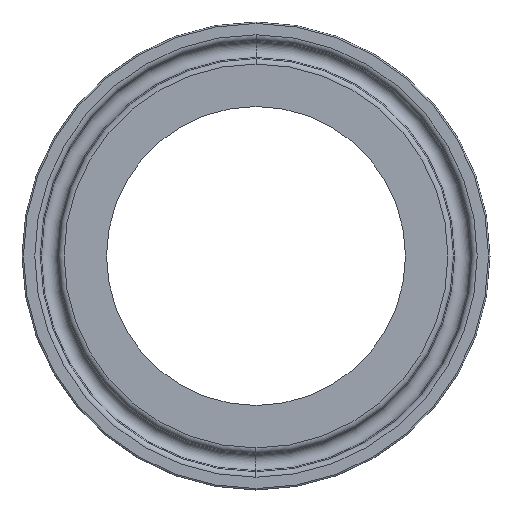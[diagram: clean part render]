
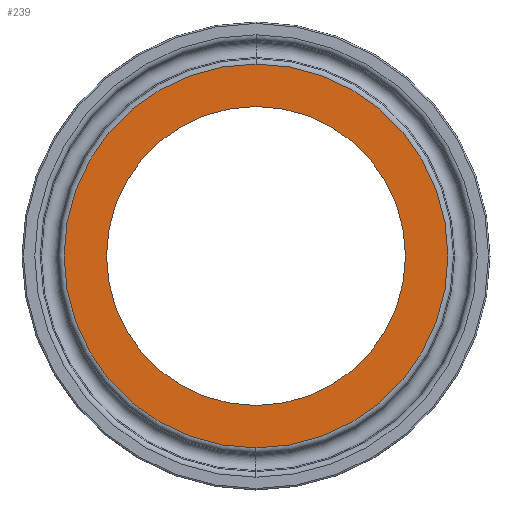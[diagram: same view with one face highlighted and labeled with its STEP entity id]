
A CAD part, left-side view. The second image highlights one B-rep face of the part: STEP entity #239.
In plain terms, the highlighted planar face has unit normal (-1, 0, 0).
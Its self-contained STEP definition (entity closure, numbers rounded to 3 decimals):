
#16 = CARTESIAN_POINT ( 'NONE',  ( 0., 0., 0. ) ) ;
#20 = AXIS2_PLACEMENT_3D ( 'NONE', #727, #159, #147 ) ;
#47 = ORIENTED_EDGE ( 'NONE', *, *, #469, .T. ) ;
#49 = AXIS2_PLACEMENT_3D ( 'NONE', #508, #561, #517 ) ;
#53 = DIRECTION ( 'NONE',  ( -1., 0., 0. ) ) ;
#79 = CIRCLE ( 'NONE', #293, 26.247 ) ;
#84 = FACE_OUTER_BOUND ( 'NONE', #155, .T. ) ;
#101 = DIRECTION ( 'NONE',  ( 0., 0., 1. ) ) ;
#118 = ORIENTED_EDGE ( 'NONE', *, *, #372, .F. ) ;
#121 = VERTEX_POINT ( 'NONE', #723 ) ;
#123 = VERTEX_POINT ( 'NONE', #448 ) ;
#128 = EDGE_CURVE ( 'NONE', #123, #587, #515, .T. ) ;
#138 = CIRCLE ( 'NONE', #49, 20.44 ) ;
#147 = DIRECTION ( 'NONE',  ( 0., 0., 1. ) ) ;
#155 = EDGE_LOOP ( 'NONE', ( #47, #482 ) ) ;
#159 = DIRECTION ( 'NONE',  ( -1., 0., 0. ) ) ;
#198 = DIRECTION ( 'NONE',  ( 0., 0., 1. ) ) ;
#236 = CIRCLE ( 'NONE', #672, 26.247 ) ;
#239 = ADVANCED_FACE ( 'NONE', ( #252, #84 ), #711, .F. ) ;
#252 = FACE_BOUND ( 'NONE', #571, .T. ) ;
#258 = ORIENTED_EDGE ( 'NONE', *, *, #128, .F. ) ;
#292 = AXIS2_PLACEMENT_3D ( 'NONE', #490, #426, #305 ) ;
#293 = AXIS2_PLACEMENT_3D ( 'NONE', #739, #53, #101 ) ;
#294 = EDGE_CURVE ( 'NONE', #121, #415, #236, .T. ) ;
#305 = DIRECTION ( 'NONE',  ( 0., 0., -1. ) ) ;
#372 = EDGE_CURVE ( 'NONE', #587, #123, #138, .T. ) ;
#415 = VERTEX_POINT ( 'NONE', #615 ) ;
#426 = DIRECTION ( 'NONE',  ( 1., 0., 0. ) ) ;
#448 = CARTESIAN_POINT ( 'NONE',  ( 0., 0., -20.44 ) ) ;
#458 = CARTESIAN_POINT ( 'NONE',  ( 0., 0., 20.44 ) ) ;
#469 = EDGE_CURVE ( 'NONE', #415, #121, #79, .T. ) ;
#482 = ORIENTED_EDGE ( 'NONE', *, *, #294, .T. ) ;
#490 = CARTESIAN_POINT ( 'NONE',  ( 0., 26.247, 0. ) ) ;
#508 = CARTESIAN_POINT ( 'NONE',  ( 0., 0., 0. ) ) ;
#515 = CIRCLE ( 'NONE', #20, 20.44 ) ;
#517 = DIRECTION ( 'NONE',  ( 0., 0., 1. ) ) ;
#561 = DIRECTION ( 'NONE',  ( -1., 0., 0. ) ) ;
#571 = EDGE_LOOP ( 'NONE', ( #118, #258 ) ) ;
#587 = VERTEX_POINT ( 'NONE', #458 ) ;
#615 = CARTESIAN_POINT ( 'NONE',  ( 0., 0., 26.247 ) ) ;
#664 = DIRECTION ( 'NONE',  ( -1., 0., 0. ) ) ;
#672 = AXIS2_PLACEMENT_3D ( 'NONE', #16, #664, #198 ) ;
#711 = PLANE ( 'NONE',  #292 ) ;
#723 = CARTESIAN_POINT ( 'NONE',  ( 0., 0., -26.247 ) ) ;
#727 = CARTESIAN_POINT ( 'NONE',  ( 0., 0., 0. ) ) ;
#739 = CARTESIAN_POINT ( 'NONE',  ( 0., 0., 0. ) ) ;
